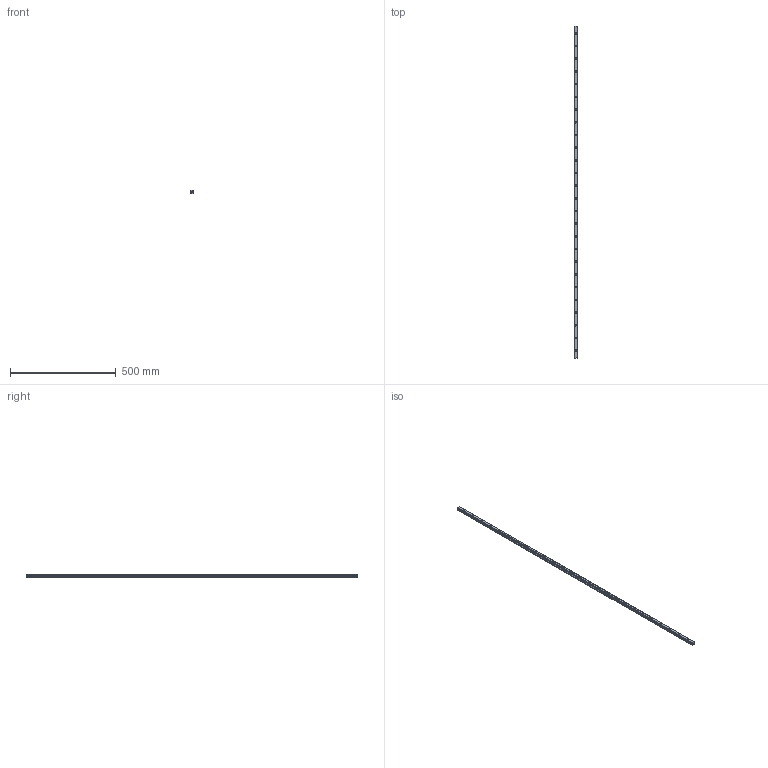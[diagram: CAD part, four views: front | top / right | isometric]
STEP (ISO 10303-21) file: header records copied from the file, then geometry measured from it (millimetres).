
FILE_DESCRIPTION(('STEP AP214'),'1');
FILE_NAME('cctmp_0A6995BC-090A-4F6A-AAB7-7016DC984A2C_2020_5_13_8_33_49_845..stp','2020-05-13T06:33:50',('HIWIN GmbH'),('CADClick - www.CADClick.com'),'Spatial InterOp 3D',' ','unknown authorization');
FILE_SCHEMA(('AUTOMOTIVE_DESIGN'));
Length unit declared in the file: millimetre
Products named in the file (1): HGR15R1570H_FILE
Bounding box: 15 x 1570 x 15 mm (x, y, z)
Volume: 288520.6 mm3; surface area: 104648.2 mm2
Topology: 1 solids, 1 shells, 349 faces, 795 edges, 530 vertices
Faces by surface type: cylinder 182, plane 167
Entity records: 12769 total; most frequent: DIRECTION 1859, CARTESIAN_POINT 1675, ORIENTED_EDGE 1590, EDGE_CURVE 795, AXIS2_PLACEMENT_3D 714, VERTEX_POINT 530, EDGE_LOOP 431, LINE 431
